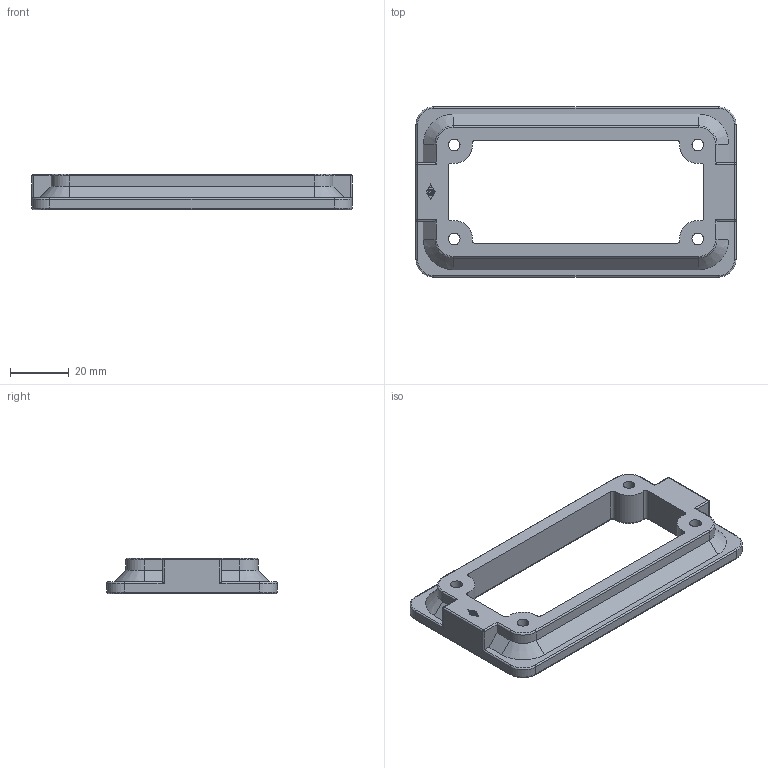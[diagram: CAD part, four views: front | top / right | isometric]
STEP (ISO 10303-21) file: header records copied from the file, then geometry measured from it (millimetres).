
FILE_DESCRIPTION(('Creo Elements/Direct Modeling STEP Export'),'2;1');
FILE_NAME('0lndrp33pckg4ce4432','2015-02-25T 9:00:36',(''),(''),'Creo Elements/Direct Modeling STEP processor for AP214 (Solid Model)','Creo Elements/Direct Modeling 18.1F 24-Jul-2014 (C) Parametric Technology GmbH','');
FILE_SCHEMA(('AUTOMOTIVE_DESIGN { 1 0 10303 214 1 1 1 1 }'));
Length unit declared in the file: millimetre
Products named in the file (1): C7_10_FL
Bounding box: 109 x 58 x 12 mm (x, y, z)
Volume: 28928.5 mm3; surface area: 13083 mm2
Topology: 1 solids, 1 shells, 169 faces, 419 edges, 254 vertices
Faces by surface type: cylinder 72, plane 65, torus 24, cone 4, sphere 4
Entity records: 4959 total; most frequent: DIRECTION 911, CARTESIAN_POINT 831, ORIENTED_EDGE 830, EDGE_CURVE 415, AXIS2_PLACEMENT_3D 334, VERTEX_POINT 254, VECTOR 243, LINE 243
